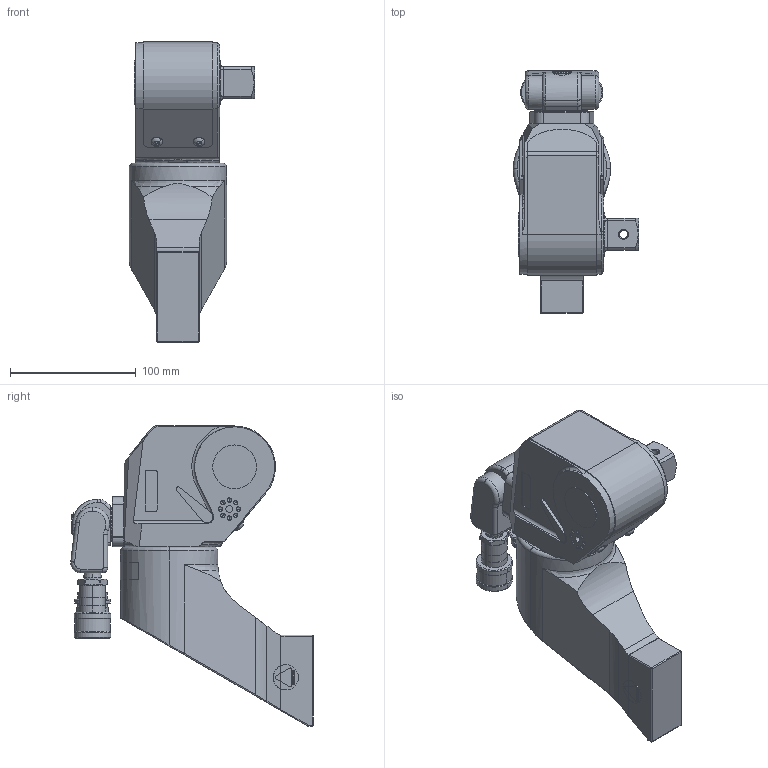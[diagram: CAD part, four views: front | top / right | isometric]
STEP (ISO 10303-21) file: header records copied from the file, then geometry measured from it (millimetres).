
FILE_DESCRIPTION (( 'STEP AP203' ), '1' );
FILE_NAME ('RT-03_8434 2010 05.STEP', '2018-07-13T08:01:29', ( '' ), ( '' ), 'SwSTEP 2.0', 'SolidWorks 2017', '' );
FILE_SCHEMA (( 'CONFIG_CONTROL_DESIGN' ));
Length unit declared in the file: millimetre
Products named in the file (1): RT-03_8434 2010 05
Bounding box: 99.57 x 192.59 x 238.29 mm (x, y, z)
Volume: 1281489.3 mm3; surface area: 143979.6 mm2
Topology: 1 solids, 1 shells, 997 faces, 2619 edges, 1697 vertices
Faces by surface type: plane 365, cylinder 281, bspline 118, torus 112, cone 79, sphere 42
Entity records: 44231 total; most frequent: CARTESIAN_POINT 20237, ORIENTED_EDGE 5230, DIRECTION 4692, EDGE_CURVE 2615, AXIS2_PLACEMENT_3D 1742, VERTEX_POINT 1697, VECTOR 1208, LINE 1208
